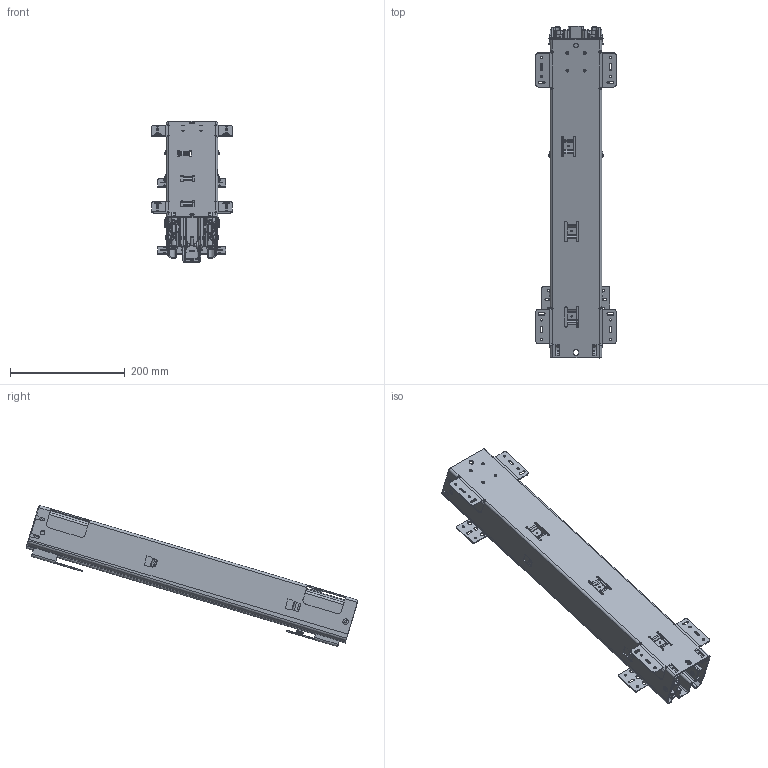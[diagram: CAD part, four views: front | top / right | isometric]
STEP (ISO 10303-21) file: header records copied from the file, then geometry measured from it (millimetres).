
FILE_DESCRIPTION(/* description */ ('LOWER MOUNTING PART 89.3X61.9 L=579 mm'),/* implementation_level */ '2;1');
FILE_NAME(/* name */ '150-A40_00_in_nf.stp',/* time_stamp */ '2016-03-31T11:18:03+02:00',/* author */ ('s.duizings'),/* organization */ (''),/* preprocessor_version */ 'ST-DEVELOPER v15.6',/* originating_system */ 'Autodesk Inventor 2015',/* authorisation */ '');
FILE_SCHEMA (('AUTOMOTIVE_DESIGN { 1 0 10303 214 3 1 1 }'));
Products named in the file (26): E000034408; E000034402; E000034389; E000034391; E000034401; E000034394; E000034395; E000034400; E000034392; E000034399; E000034397; E000034396; E000034398; E000034393; E000034403; E000034411; E000003171; 553-555; E000034676; E000034654; DIN 7985 - M5x8 - 4.8 - H - ST 8.8; E000035047; 913-008; 913-003; E000034414
Assembly tree (97 placements, depth 4):
  E000034414
    E000034408
    E000034403  x2
      E000034402
      E000034391
        E000034389
      E000034395
        E000034401
        E000034394  x30
      E000034392
        E000034400
      E000034396
        E000034399
        E000034397  x32
      E000034393
        E000034398
    E000034411
      E000034411
      E000003171
      913-008  x5
      913-003  x2
    553-555  x2
    E000034676
    E000034654  x4
    DIN 7985 - M5x8 - 4.8 - H - ST 8.8  x2
    E000035047  x2
Bounding box: 140 x 578.17 x 246.01 mm (x, y, z)
Volume: 1011654.5 mm3; surface area: 1150237.9 mm2
Topology: 155 solids, 166 shells, 4154 faces, 12025 edges, 7943 vertices
Faces by surface type: plane 2239, cylinder 1687, sphere 127, cone 52, torus 25, bspline 24
Full cylindrical faces by diameter (mm): 2.7 x3, 4 x2, 4.1 x22, 4.567 x2, 4.77 x5, 4.9 x4, 5 x10, 5.1 x8, 5.459 x1, 6 x12, 6.38 x4, 6.5 x2, 7 x16, 7.9 x64, 8 x10, 8.72 x5, 8.73 x2, 8.75 x1, 8.8 x4, 9 x60, 9.5 x2, 9.9 x5, 11.05 x5, 12 x4
Entity records: 76811 total; most frequent: CARTESIAN_POINT 14475, DIRECTION 12974, ORIENTED_EDGE 12754, EDGE_CURVE 6379, AXIS2_PLACEMENT_3D 4331, LINE 4312, VECTOR 4312, VERTEX_POINT 4294
